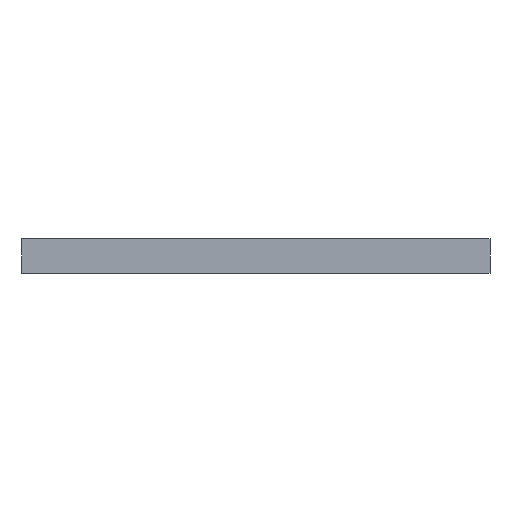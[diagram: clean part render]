
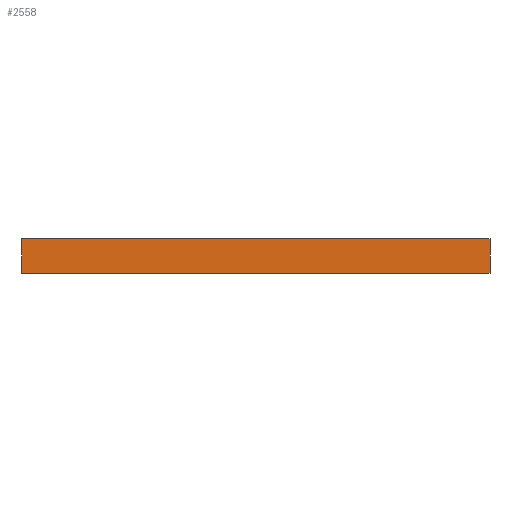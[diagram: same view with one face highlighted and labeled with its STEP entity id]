
A CAD part, front view. The second image highlights one B-rep face of the part: STEP entity #2558.
In plain terms, the highlighted planar face has unit normal (0, -1, 0).
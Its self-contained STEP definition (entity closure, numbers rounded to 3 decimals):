
#238=FACE_OUTER_BOUND('',#403,.T.);
#403=EDGE_LOOP('',(#2235,#2236,#2237,#2238));
#563=LINE('',#3678,#881);
#727=LINE('',#4028,#1045);
#728=LINE('',#4031,#1046);
#729=LINE('',#4032,#1047);
#881=VECTOR('',#2982,10.);
#1045=VECTOR('',#3320,10.);
#1046=VECTOR('',#3323,10.);
#1047=VECTOR('',#3324,10.);
#1179=VERTEX_POINT('',#3663);
#1186=VERTEX_POINT('',#3676);
#1285=VERTEX_POINT('',#4026);
#1286=VERTEX_POINT('',#4030);
#1453=EDGE_CURVE('',#1186,#1179,#563,.T.);
#1635=EDGE_CURVE('',#1285,#1179,#727,.T.);
#1636=EDGE_CURVE('',#1286,#1285,#728,.T.);
#1637=EDGE_CURVE('',#1286,#1186,#729,.T.);
#2235=ORIENTED_EDGE('',*,*,#1636,.T.);
#2236=ORIENTED_EDGE('',*,*,#1635,.T.);
#2237=ORIENTED_EDGE('',*,*,#1453,.F.);
#2238=ORIENTED_EDGE('',*,*,#1637,.F.);
#2443=PLANE('',#2711);
#2558=ADVANCED_FACE('',(#238),#2443,.T.);
#2711=AXIS2_PLACEMENT_3D('',#4029,#3321,#3322);
#2982=DIRECTION('',(1.,0.,0.));
#3320=DIRECTION('',(0.,0.,1.));
#3321=DIRECTION('center_axis',(0.,-1.,0.));
#3322=DIRECTION('ref_axis',(1.,0.,0.));
#3323=DIRECTION('',(1.,0.,0.));
#3324=DIRECTION('',(0.,0.,1.));
#3663=CARTESIAN_POINT('',(145.25,-48.765,7.56));
#3676=CARTESIAN_POINT('',(64.75,-48.765,7.56));
#3678=CARTESIAN_POINT('',(61.75,-48.765,7.56));
#4026=CARTESIAN_POINT('',(145.25,-48.765,1.56));
#4028=CARTESIAN_POINT('',(145.25,-48.765,1.56));
#4029=CARTESIAN_POINT('Origin',(64.75,-48.765,1.56));
#4030=CARTESIAN_POINT('',(64.75,-48.765,1.56));
#4031=CARTESIAN_POINT('',(64.75,-48.765,1.56));
#4032=CARTESIAN_POINT('',(64.75,-48.765,1.56));
